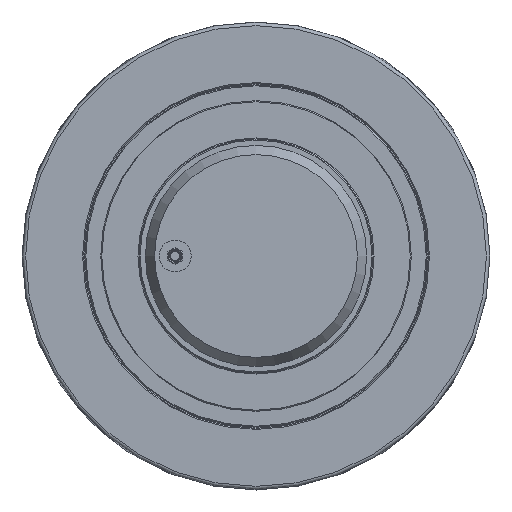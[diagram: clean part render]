
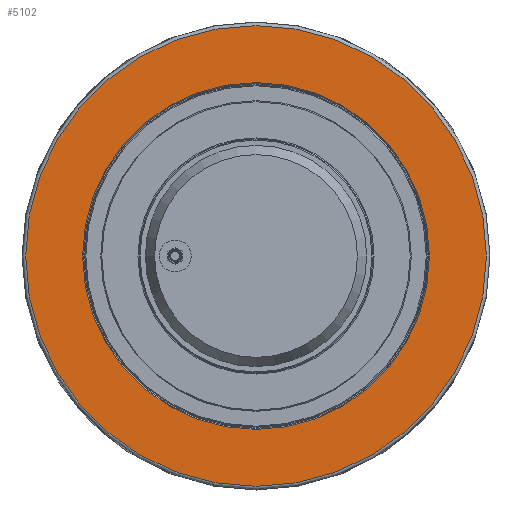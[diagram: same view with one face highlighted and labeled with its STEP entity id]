
A CAD part, left-side view. The second image highlights one B-rep face of the part: STEP entity #5102.
In plain terms, the highlighted planar face has unit normal (-1, 0, 0).
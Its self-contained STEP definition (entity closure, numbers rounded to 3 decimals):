
#98=FACE_BOUND('',#1015,.T.);
#465=CIRCLE('',#5638,108.283);
#466=CIRCLE('',#5639,108.283);
#467=CIRCLE('',#5641,81.5);
#713=FACE_OUTER_BOUND('',#1014,.T.);
#1014=EDGE_LOOP('',(#4005,#4006));
#1015=EDGE_LOOP('',(#4007));
#2191=VERTEX_POINT('',#8618);
#2192=VERTEX_POINT('',#8620);
#2193=VERTEX_POINT('',#8624);
#2836=EDGE_CURVE('',#2191,#2192,#465,.T.);
#2837=EDGE_CURVE('',#2192,#2191,#466,.T.);
#2838=EDGE_CURVE('',#2193,#2193,#467,.T.);
#4005=ORIENTED_EDGE('',*,*,#2837,.F.);
#4006=ORIENTED_EDGE('',*,*,#2836,.F.);
#4007=ORIENTED_EDGE('',*,*,#2838,.F.);
#4605=PLANE('',#5640);
#5102=ADVANCED_FACE('',(#713,#98),#4605,.T.);
#5638=AXIS2_PLACEMENT_3D('',#8621,#6860,#6861);
#5639=AXIS2_PLACEMENT_3D('',#8622,#6862,#6863);
#5640=AXIS2_PLACEMENT_3D('',#8623,#6864,#6865);
#5641=AXIS2_PLACEMENT_3D('',#8625,#6866,#6867);
#6860=DIRECTION('center_axis',(1.,0.,0.));
#6861=DIRECTION('ref_axis',(0.,0.,-1.));
#6862=DIRECTION('center_axis',(1.,0.,0.));
#6863=DIRECTION('ref_axis',(0.,0.,-1.));
#6864=DIRECTION('center_axis',(-1.,0.,0.));
#6865=DIRECTION('ref_axis',(0.,-1.,0.));
#6866=DIRECTION('center_axis',(-1.,0.,0.));
#6867=DIRECTION('ref_axis',(0.,0.,-1.));
#8618=CARTESIAN_POINT('',(-48.382,-122.653,10.106));
#8620=CARTESIAN_POINT('',(-48.382,-14.37,118.389));
#8621=CARTESIAN_POINT('Origin',(-48.382,-14.37,10.106));
#8622=CARTESIAN_POINT('Origin',(-48.382,-14.37,10.106));
#8623=CARTESIAN_POINT('Origin',(-48.382,-14.37,105.485));
#8624=CARTESIAN_POINT('',(-48.382,-14.37,91.606));
#8625=CARTESIAN_POINT('Origin',(-48.382,-14.37,10.106));
